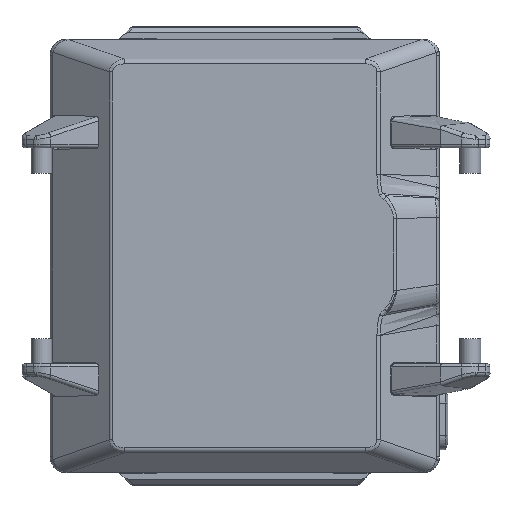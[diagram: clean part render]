
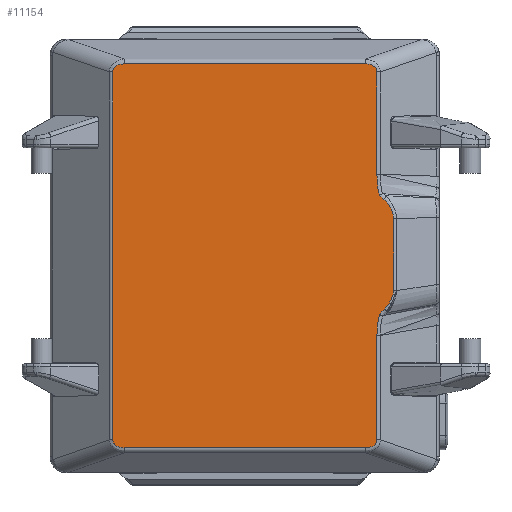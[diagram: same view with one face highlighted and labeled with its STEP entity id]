
A CAD part, top view. The second image highlights one B-rep face of the part: STEP entity #11154.
In plain terms, the highlighted planar face has unit normal (0, 0, 1).
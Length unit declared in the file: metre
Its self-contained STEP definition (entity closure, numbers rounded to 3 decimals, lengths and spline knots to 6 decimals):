
#128=ELLIPSE('',#12049,0.001599,0.001);
#129=ELLIPSE('',#12050,0.001599,0.001);
#130=ELLIPSE('',#12051,0.001599,0.001);
#131=ELLIPSE('',#12052,0.001599,0.001);
#837=B_SPLINE_CURVE_WITH_KNOTS('',3,(#17623,#17624,#17625,#17626),
 .UNSPECIFIED.,.F.,.F.,(4,4),(0.,0.001992),.UNSPECIFIED.);
#838=B_SPLINE_CURVE_WITH_KNOTS('',3,(#17628,#17629,#17630,#17631),
 .UNSPECIFIED.,.F.,.F.,(4,4),(0.,0.000735),.UNSPECIFIED.);
#839=B_SPLINE_CURVE_WITH_KNOTS('',3,(#17633,#17634,#17635,#17636),
 .UNSPECIFIED.,.F.,.F.,(4,4),(0.,0.002027),.UNSPECIFIED.);
#840=B_SPLINE_CURVE_WITH_KNOTS('',3,(#17640,#17641,#17642,#17643,#17644),
 .UNSPECIFIED.,.F.,.F.,(4,1,4),(0.,0.001061,0.002123),
 .UNSPECIFIED.);
#841=B_SPLINE_CURVE_WITH_KNOTS('',3,(#17646,#17647,#17648,#17649),
 .UNSPECIFIED.,.F.,.F.,(4,4),(0.,0.000568),.UNSPECIFIED.);
#842=B_SPLINE_CURVE_WITH_KNOTS('',3,(#17651,#17652,#17653,#17654),
 .UNSPECIFIED.,.F.,.F.,(4,4),(0.,0.002003),
 .UNSPECIFIED.);
#2143=ORIENTED_EDGE('',*,*,#5070,.T.);
#2144=ORIENTED_EDGE('',*,*,#5071,.T.);
#2145=ORIENTED_EDGE('',*,*,#5072,.T.);
#2146=ORIENTED_EDGE('',*,*,#5073,.T.);
#2147=ORIENTED_EDGE('',*,*,#5074,.T.);
#2148=ORIENTED_EDGE('',*,*,#5075,.T.);
#2149=ORIENTED_EDGE('',*,*,#5076,.T.);
#2150=ORIENTED_EDGE('',*,*,#5077,.T.);
#2151=ORIENTED_EDGE('',*,*,#5078,.T.);
#2152=ORIENTED_EDGE('',*,*,#5079,.T.);
#2153=ORIENTED_EDGE('',*,*,#5080,.T.);
#2154=ORIENTED_EDGE('',*,*,#5081,.T.);
#2155=ORIENTED_EDGE('',*,*,#5082,.T.);
#2156=ORIENTED_EDGE('',*,*,#5083,.T.);
#2157=ORIENTED_EDGE('',*,*,#5084,.T.);
#2158=ORIENTED_EDGE('',*,*,#5085,.T.);
#5070=EDGE_CURVE('',#6572,#6573,#7594,.T.);
#5071=EDGE_CURVE('',#6573,#6574,#128,.T.);
#5072=EDGE_CURVE('',#6574,#6575,#7595,.F.);
#5073=EDGE_CURVE('',#6575,#6576,#129,.T.);
#5074=EDGE_CURVE('',#6576,#6577,#7596,.T.);
#5075=EDGE_CURVE('',#6577,#6578,#130,.T.);
#5076=EDGE_CURVE('',#6578,#6579,#7597,.F.);
#5077=EDGE_CURVE('',#6579,#6580,#837,.T.);
#5078=EDGE_CURVE('',#6580,#6581,#838,.T.);
#5079=EDGE_CURVE('',#6581,#6582,#839,.T.);
#5080=EDGE_CURVE('',#6582,#6583,#7598,.T.);
#5081=EDGE_CURVE('',#6583,#6584,#840,.T.);
#5082=EDGE_CURVE('',#6584,#6585,#841,.T.);
#5083=EDGE_CURVE('',#6585,#6586,#842,.T.);
#5084=EDGE_CURVE('',#6586,#6587,#7599,.T.);
#5085=EDGE_CURVE('',#6587,#6572,#131,.T.);
#6572=VERTEX_POINT('',#17609);
#6573=VERTEX_POINT('',#17610);
#6574=VERTEX_POINT('',#17612);
#6575=VERTEX_POINT('',#17614);
#6576=VERTEX_POINT('',#17616);
#6577=VERTEX_POINT('',#17618);
#6578=VERTEX_POINT('',#17620);
#6579=VERTEX_POINT('',#17622);
#6580=VERTEX_POINT('',#17627);
#6581=VERTEX_POINT('',#17632);
#6582=VERTEX_POINT('',#17637);
#6583=VERTEX_POINT('',#17639);
#6584=VERTEX_POINT('',#17645);
#6585=VERTEX_POINT('',#17650);
#6586=VERTEX_POINT('',#17655);
#6587=VERTEX_POINT('',#17657);
#7594=LINE('',#17608,#8652);
#7595=LINE('',#17613,#8653);
#7596=LINE('',#17617,#8654);
#7597=LINE('',#17621,#8655);
#7598=LINE('',#17638,#8656);
#7599=LINE('',#17656,#8657);
#8652=VECTOR('',#13885,1.);
#8653=VECTOR('',#13888,1.);
#8654=VECTOR('',#13891,1.);
#8655=VECTOR('',#13894,1.);
#8656=VECTOR('',#13895,1.);
#8657=VECTOR('',#13896,1.);
#9498=EDGE_LOOP('',(#2143,#2144,#2145,#2146,#2147,#2148,#2149,#2150,#2151,
#2152,#2153,#2154,#2155,#2156,#2157,#2158));
#10166=FACE_BOUND('',#9498,.T.);
#10732=PLANE('',#12048);
#11154=ADVANCED_FACE('',(#10166),#10732,.T.);
#12048=AXIS2_PLACEMENT_3D('',#17607,#13883,#13884);
#12049=AXIS2_PLACEMENT_3D('',#17611,#13886,#13887);
#12050=AXIS2_PLACEMENT_3D('',#17615,#13889,#13890);
#12051=AXIS2_PLACEMENT_3D('',#17619,#13892,#13893);
#12052=AXIS2_PLACEMENT_3D('',#17658,#13897,#13898);
#13883=DIRECTION('',(0.,0.,1.));
#13884=DIRECTION('',(1.,0.,0.));
#13885=DIRECTION('',(-1.,0.,0.));
#13886=DIRECTION('',(0.,0.,1.));
#13887=DIRECTION('',(-0.944,0.329,0.));
#13888=DIRECTION('',(0.,1.,0.));
#13889=DIRECTION('',(0.,0.,1.));
#13890=DIRECTION('',(-0.944,-0.329,0.));
#13891=DIRECTION('',(1.,0.,0.));
#13892=DIRECTION('',(0.,0.,1.));
#13893=DIRECTION('',(0.944,-0.329,0.));
#13894=DIRECTION('',(0.,-1.,0.));
#13895=DIRECTION('',(0.,1.,0.));
#13896=DIRECTION('',(0.,1.,0.));
#13897=DIRECTION('',(0.,0.,1.));
#13898=DIRECTION('',(-0.944,-0.329,0.));
#17607=CARTESIAN_POINT('',(-0.001461,0.003592,0.009193));
#17608=CARTESIAN_POINT('',(-0.001461,0.02192,0.009193));
#17609=CARTESIAN_POINT('',(0.009272,0.02192,0.009193));
#17610=CARTESIAN_POINT('',(-0.013763,0.02192,0.009193));
#17611=CARTESIAN_POINT('',(-0.013316,0.020839,0.009193));
#17612=CARTESIAN_POINT('',(-0.014861,0.021152,0.009193));
#17613=CARTESIAN_POINT('',(-0.014861,0.003592,0.009193));
#17614=CARTESIAN_POINT('',(-0.014861,-0.013968,0.009193));
#17615=CARTESIAN_POINT('',(-0.013316,-0.013655,0.009193));
#17616=CARTESIAN_POINT('',(-0.013763,-0.014736,0.009193));
#17617=CARTESIAN_POINT('',(-0.001461,-0.014736,0.009193));
#17618=CARTESIAN_POINT('',(0.009272,-0.014736,0.009193));
#17619=CARTESIAN_POINT('',(0.008825,-0.013655,0.009193));
#17620=CARTESIAN_POINT('',(0.01037,-0.013968,0.009193));
#17621=CARTESIAN_POINT('',(0.01037,0.003592,0.009193));
#17622=CARTESIAN_POINT('',(0.01037,-0.003993,0.009193));
#17623=CARTESIAN_POINT('',(0.01037,-0.003993,0.009193));
#17624=CARTESIAN_POINT('',(0.010381,-0.003329,0.009193));
#17625=CARTESIAN_POINT('',(0.01044,-0.002664,0.009193));
#17626=CARTESIAN_POINT('',(0.010601,-0.002019,0.009193));
#17627=CARTESIAN_POINT('',(0.010601,-0.002019,0.009193));
#17628=CARTESIAN_POINT('',(0.010601,-0.002019,0.009193));
#17629=CARTESIAN_POINT('',(0.010715,-0.001802,0.009193));
#17630=CARTESIAN_POINT('',(0.010905,-0.001638,0.009193));
#17631=CARTESIAN_POINT('',(0.011107,-0.0015,0.009193));
#17632=CARTESIAN_POINT('',(0.011107,-0.0015,0.009193));
#17633=CARTESIAN_POINT('',(0.011107,-0.0015,0.009193));
#17634=CARTESIAN_POINT('',(0.011576,-0.001008,0.009193));
#17635=CARTESIAN_POINT('',(0.011918,-0.000389,0.009193));
#17636=CARTESIAN_POINT('',(0.01196,0.000294,0.009193));
#17637=CARTESIAN_POINT('',(0.01196,0.000294,0.009193));
#17638=CARTESIAN_POINT('',(0.01196,0.003592,0.009193));
#17639=CARTESIAN_POINT('',(0.011961,0.007145,0.009193));
#17640=CARTESIAN_POINT('',(0.011961,0.007145,0.009193));
#17641=CARTESIAN_POINT('',(0.011938,0.007503,0.009193));
#17642=CARTESIAN_POINT('',(0.011744,0.008201,0.009193));
#17643=CARTESIAN_POINT('',(0.011279,0.008757,0.009193));
#17644=CARTESIAN_POINT('',(0.01102,0.009005,0.009193));
#17645=CARTESIAN_POINT('',(0.01102,0.009005,0.009193));
#17646=CARTESIAN_POINT('',(0.01102,0.009005,0.009193));
#17647=CARTESIAN_POINT('',(0.010858,0.009104,0.009193));
#17648=CARTESIAN_POINT('',(0.010712,0.009228,0.009193));
#17649=CARTESIAN_POINT('',(0.010603,0.009383,0.009193));
#17650=CARTESIAN_POINT('',(0.010603,0.009383,0.009193));
#17651=CARTESIAN_POINT('',(0.010603,0.009383,0.009193));
#17652=CARTESIAN_POINT('',(0.010438,0.01003,0.009193));
#17653=CARTESIAN_POINT('',(0.010379,0.0107,0.009193));
#17654=CARTESIAN_POINT('',(0.01037,0.011368,0.009193));
#17655=CARTESIAN_POINT('',(0.01037,0.011368,0.009193));
#17656=CARTESIAN_POINT('',(0.01037,0.003592,0.009193));
#17657=CARTESIAN_POINT('',(0.01037,0.021152,0.009193));
#17658=CARTESIAN_POINT('',(0.008825,0.020839,0.009193));
